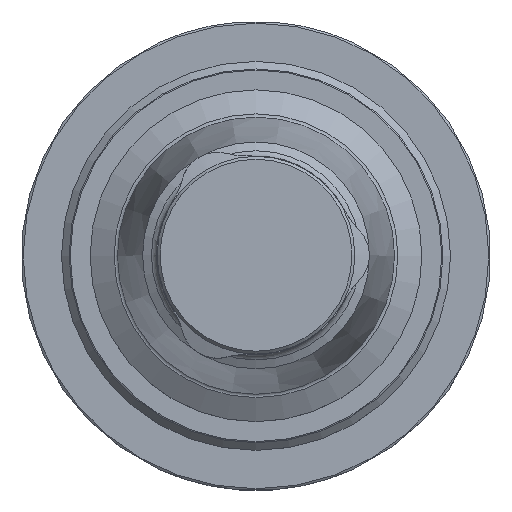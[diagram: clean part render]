
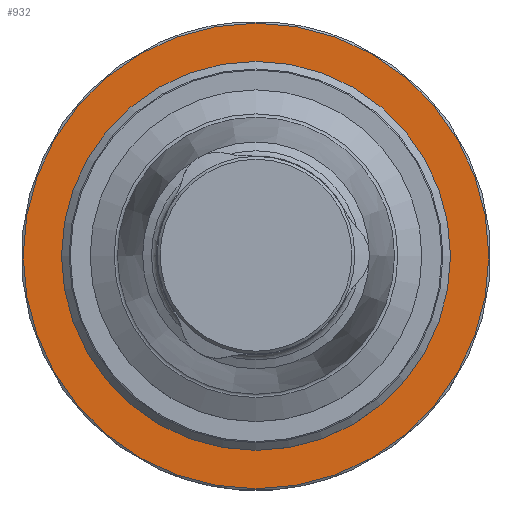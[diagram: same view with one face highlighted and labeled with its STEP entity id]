
A CAD part, top view. The second image highlights one B-rep face of the part: STEP entity #932.
In plain terms, the highlighted planar face has unit normal (0, 0, 1).
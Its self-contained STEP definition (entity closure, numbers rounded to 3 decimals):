
#99=PLANE('',#1040);
#142=CIRCLE('',#1039,33.65);
#143=CIRCLE('',#1041,40.7);
#298=ORIENTED_EDGE('',*,*,#482,.T.);
#299=ORIENTED_EDGE('',*,*,#483,.F.);
#482=EDGE_CURVE('',#591,#591,#142,.T.);
#483=EDGE_CURVE('',#592,#592,#143,.T.);
#591=VERTEX_POINT('',#1650);
#592=VERTEX_POINT('',#1653);
#732=EDGE_LOOP('',(#298));
#733=EDGE_LOOP('',(#299));
#829=FACE_BOUND('',#732,.T.);
#830=FACE_BOUND('',#733,.T.);
#932=ADVANCED_FACE('',(#829,#830),#99,.F.);
#1039=AXIS2_PLACEMENT_3D('',#1649,#1237,#1238);
#1040=AXIS2_PLACEMENT_3D('',#1651,#1239,#1240);
#1041=AXIS2_PLACEMENT_3D('',#1652,#1241,#1242);
#1237=DIRECTION('',(0.,0.,-1.));
#1238=DIRECTION('',(-1.,0.,0.));
#1239=DIRECTION('',(0.,0.,-1.));
#1240=DIRECTION('',(-1.,0.,0.));
#1241=DIRECTION('',(0.,0.,-1.));
#1242=DIRECTION('',(-1.,0.,0.));
#1649=CARTESIAN_POINT('',(0.,0.,-1.));
#1650=CARTESIAN_POINT('',(-33.65,0.,-1.));
#1651=CARTESIAN_POINT('',(-33.65,0.,-1.));
#1652=CARTESIAN_POINT('',(0.,0.,-1.));
#1653=CARTESIAN_POINT('',(-40.7,0.,-1.));
